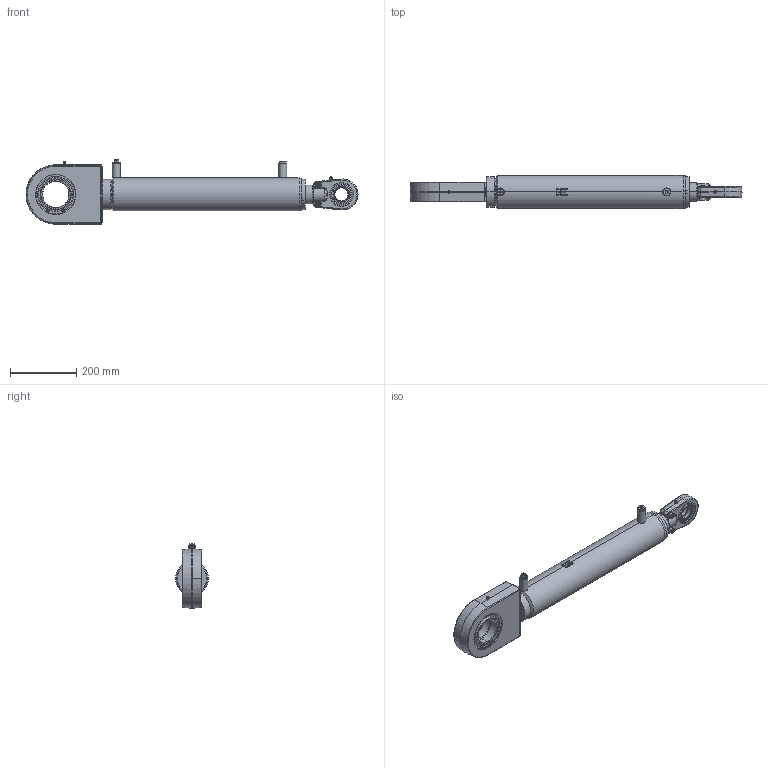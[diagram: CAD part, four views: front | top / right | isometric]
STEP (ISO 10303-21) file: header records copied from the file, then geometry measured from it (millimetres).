
FILE_DESCRIPTION (( 'STEP AP214' ), '1' );
FILE_NAME ('CFGCY0079616-Cylinder.step', '2026-03-09T13:36:37', ( 'Kramp IT' ), ( 'Kramp' ), 'SwSTEP 2.0', 'SolidWorks 2025', '' );
FILE_SCHEMA (( 'AUTOMOTIVE_DESIGN' ));
Length unit declared in the file: millimetre
Products named in the file (23): DS3908004_Simplified; LSN0645; GIHRK40DO; GIHRK40; Tube-MA_Simplified; DS3908004VM_Simplified; Rod-WA_Simplified; Rod_Simplified; SP06M; GE40DO; DS3908001A; GF80DO2RS-EC; DS2909015; VSR06WD; GE80DO2RS; DS3908013056_Simplified; Tube-WA_Simplified; GF980; DS3908013056VM_Simplified; Tube_Simplified; CFGCY0079616-Cylinder; MATE-AID
Assembly tree (22 placements, depth 4):
  CFGCY0079616-Cylinder
    Tube-WA_Simplified
      Tube-MA_Simplified
        Tube_Simplified
        LSN0645
      LSN0645
      DS3908001A
        DS3908001A
      GF80DO2RS-EC
        GF980
        GE80DO2RS
    Rod-WA_Simplified
      Rod_Simplified
      GIHRK40DO
        GIHRK40
        GE40DO
    DS3908013056VM_Simplified
      DS3908013056_Simplified
    DS3908004VM_Simplified
      DS3908004_Simplified
    DS2909015
    VSR06WD
    SP06M
  MATE-AID
Bounding box: 1004.99 x 100 x 194.99 mm (x, y, z)
Volume: 5934215.7 mm3; surface area: 839880.8 mm2
Topology: 26 solids, 26 shells, 867 faces, 2070 edges, 1290 vertices
Faces by surface type: cylinder 340, plane 253, cone 155, bspline 101, torus 18
Entity records: 35327 total; most frequent: CARTESIAN_POINT 15019, DIRECTION 4226, ORIENTED_EDGE 4052, EDGE_CURVE 2026, AXIS2_PLACEMENT_3D 1699, VERTEX_POINT 1272, EDGE_LOOP 962, CIRCLE 916
